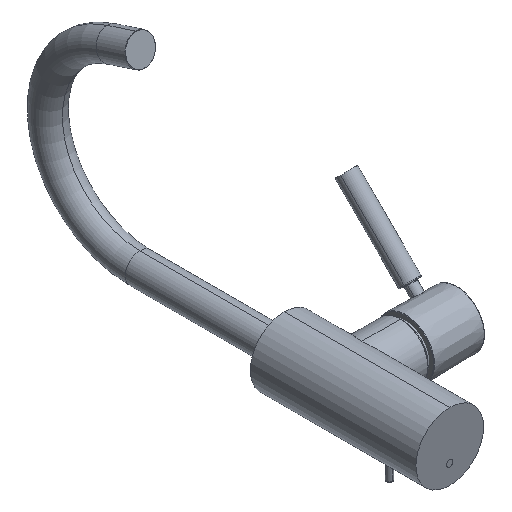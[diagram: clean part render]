
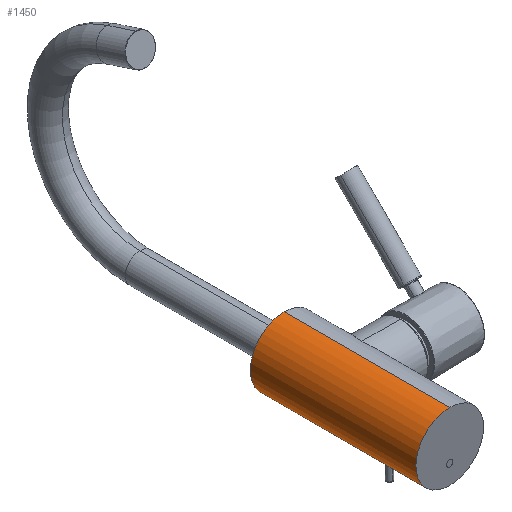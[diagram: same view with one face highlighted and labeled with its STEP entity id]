
A CAD part, isometric view. The second image highlights one B-rep face of the part: STEP entity #1450.
In plain terms, the highlighted cylindrical face has radius 22.05 mm (diameter 44.1 mm), a partial arc.
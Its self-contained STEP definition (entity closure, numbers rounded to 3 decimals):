
#16 = DIRECTION ( 'NONE',  ( 0., -1., 0. ) ) ;
#73 = CIRCLE ( 'NONE', #2595, 22.05 ) ;
#173 = EDGE_CURVE ( 'NONE', #1534, #1449, #863, .T. ) ;
#221 = EDGE_LOOP ( 'NONE', ( #1135, #2242, #1459, #2091 ) ) ;
#256 = VERTEX_POINT ( 'NONE', #2782 ) ;
#467 = CARTESIAN_POINT ( 'NONE',  ( 0., 108., 0. ) ) ;
#507 = DIRECTION ( 'NONE',  ( 0., -1., 0. ) ) ;
#568 = EDGE_CURVE ( 'NONE', #1534, #2920, #1599, .T. ) ;
#711 = CARTESIAN_POINT ( 'NONE',  ( 0., 0., 0. ) ) ;
#856 = CARTESIAN_POINT ( 'NONE',  ( 0., 0., 22.05 ) ) ;
#863 = CIRCLE ( 'NONE', #2440, 22.05 ) ;
#915 = CARTESIAN_POINT ( 'NONE',  ( 0., 108., -22.05 ) ) ;
#1001 = CARTESIAN_POINT ( 'NONE',  ( 0., 0., -22.05 ) ) ;
#1135 = ORIENTED_EDGE ( 'NONE', *, *, #568, .F. ) ;
#1245 = DIRECTION ( 'NONE',  ( 0., 0., -1. ) ) ;
#1319 = LINE ( 'NONE', #1001, #2034 ) ;
#1356 = DIRECTION ( 'NONE',  ( 0., -1., 0. ) ) ;
#1364 = DIRECTION ( 'NONE',  ( 0., 0., -1. ) ) ;
#1449 = VERTEX_POINT ( 'NONE', #915 ) ;
#1450 = ADVANCED_FACE ( 'NONE', ( #2055 ), #1810, .T. ) ;
#1459 = ORIENTED_EDGE ( 'NONE', *, *, #1896, .T. ) ;
#1534 = VERTEX_POINT ( 'NONE', #2526 ) ;
#1544 = AXIS2_PLACEMENT_3D ( 'NONE', #2067, #507, #1364 ) ;
#1599 = LINE ( 'NONE', #856, #3075 ) ;
#1624 = CARTESIAN_POINT ( 'NONE',  ( 0., 0., 22.05 ) ) ;
#1810 = CYLINDRICAL_SURFACE ( 'NONE', #1544, 22.05 ) ;
#1896 = EDGE_CURVE ( 'NONE', #1449, #256, #1319, .T. ) ;
#2034 = VECTOR ( 'NONE', #1356, 1000. ) ;
#2055 = FACE_OUTER_BOUND ( 'NONE', #221, .T. ) ;
#2067 = CARTESIAN_POINT ( 'NONE',  ( 0., 0., 0. ) ) ;
#2091 = ORIENTED_EDGE ( 'NONE', *, *, #2717, .F. ) ;
#2242 = ORIENTED_EDGE ( 'NONE', *, *, #173, .T. ) ;
#2440 = AXIS2_PLACEMENT_3D ( 'NONE', #467, #3087, #1245 ) ;
#2526 = CARTESIAN_POINT ( 'NONE',  ( 0., 108., 22.05 ) ) ;
#2595 = AXIS2_PLACEMENT_3D ( 'NONE', #711, #16, #2810 ) ;
#2697 = DIRECTION ( 'NONE',  ( 0., -1., 0. ) ) ;
#2717 = EDGE_CURVE ( 'NONE', #2920, #256, #73, .T. ) ;
#2782 = CARTESIAN_POINT ( 'NONE',  ( 0., 0., -22.05 ) ) ;
#2810 = DIRECTION ( 'NONE',  ( 0., 0., -1. ) ) ;
#2920 = VERTEX_POINT ( 'NONE', #1624 ) ;
#3075 = VECTOR ( 'NONE', #2697, 1000. ) ;
#3087 = DIRECTION ( 'NONE',  ( 0., -1., 0. ) ) ;
